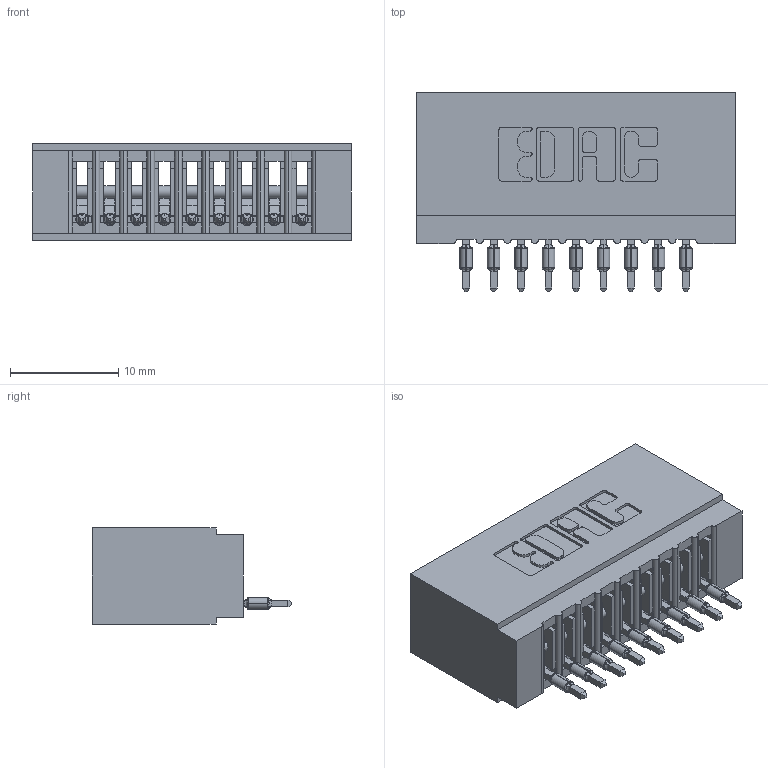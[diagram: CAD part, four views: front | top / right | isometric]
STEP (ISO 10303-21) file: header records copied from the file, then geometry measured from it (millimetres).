
FILE_DESCRIPTION (( 'STEP AP203' ), '1' );
FILE_NAME ('725-009-520-101.STEP', '2018-08-14T00:11:48', ( '' ), ( '' ), 'SwSTEP 2.0', 'SolidWorks 2016', '' );
FILE_SCHEMA (( 'CONFIG_CONTROL_DESIGN' ));
Length unit declared in the file: inch
Products named in the file (3): 725 Part_Insulator Option - 01; 745-292-001_520; 725-009-520-101
Assembly tree (10 placements, depth 2):
  725-009-520-101
    725 Part_Insulator Option - 01
    745-292-001_520  x9
Bounding box: 29.46 x 18.41 x 8.89 mm (x, y, z)
Volume: 2405.7 mm3; surface area: 3975.4 mm2
Topology: 10 solids, 10 shells, 1103 faces, 3026 edges, 1914 vertices
Faces by surface type: plane 658, cylinder 211, bspline 180, torus 54
Entity records: 19339 total; most frequent: CARTESIAN_POINT 3906, ORIENTED_EDGE 3284, DIRECTION 2882, EDGE_CURVE 1642, VECTOR 1406, LINE 1406, VERTEX_POINT 1050, AXIS2_PLACEMENT_3D 738
